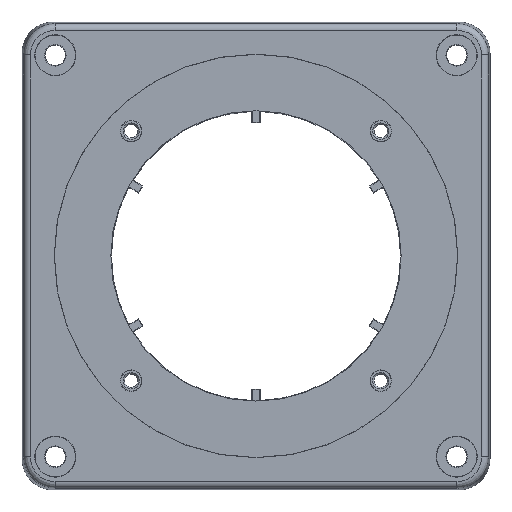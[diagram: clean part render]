
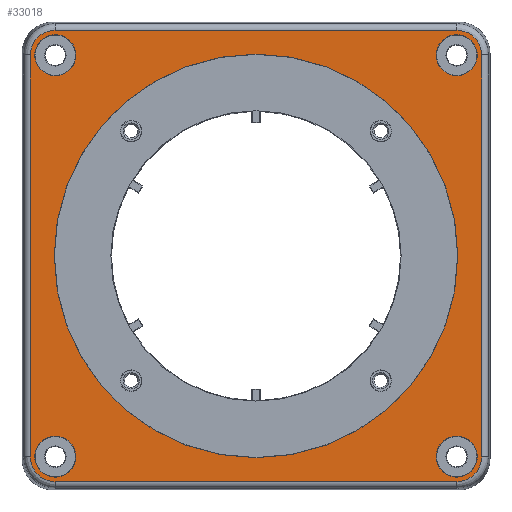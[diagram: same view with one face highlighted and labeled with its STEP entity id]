
A CAD part, top view. The second image highlights one B-rep face of the part: STEP entity #33018.
In plain terms, the highlighted planar face has unit normal (0, 0, 1).
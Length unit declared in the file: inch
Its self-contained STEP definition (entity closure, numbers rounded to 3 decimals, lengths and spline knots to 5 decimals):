
#181 = LINE ( 'NONE', #42795, #37522 ) ;
#963 = EDGE_CURVE ( 'NONE', #11796, #11796, #8180, .T. ) ;
#1217 = CARTESIAN_POINT ( 'NONE',  ( 0.99835, 2.35569, 4.0087 ) ) ;
#1281 = CARTESIAN_POINT ( 'NONE',  ( 3.16808, 0.28413, 4.0087 ) ) ;
#1400 = DIRECTION ( 'NONE',  ( 0., -1., 0. ) ) ;
#1663 = VERTEX_POINT ( 'NONE', #26804 ) ;
#2145 = CIRCLE ( 'NONE', #2867, 0.19709 ) ;
#2194 = DIRECTION ( 'NONE',  ( 0., 0., 1. ) ) ;
#2352 = VERTEX_POINT ( 'NONE', #27489 ) ;
#2633 = VECTOR ( 'NONE', #1400, 39.37008 ) ;
#2867 = AXIS2_PLACEMENT_3D ( 'NONE', #42793, #3708, #24868 ) ;
#3358 = ORIENTED_EDGE ( 'NONE', *, *, #43044, .F. ) ;
#3424 = DIRECTION ( 'NONE',  ( 0., 0., 1. ) ) ;
#3603 = ORIENTED_EDGE ( 'NONE', *, *, #22484, .T. ) ;
#3708 = DIRECTION ( 'NONE',  ( 0., 0., 1. ) ) ;
#5332 = CARTESIAN_POINT ( 'NONE',  ( 2.92835, 4.28569, 4.0087 ) ) ;
#7157 = ORIENTED_EDGE ( 'NONE', *, *, #23145, .T. ) ;
#7389 = DIRECTION ( 'NONE',  ( 1., 0., 0. ) ) ;
#7748 = EDGE_LOOP ( 'NONE', ( #29453, #38886, #39131, #31138, #28691, #3603, #13593, #7157 ) ) ;
#8180 = CIRCLE ( 'NONE', #39699, 0.19709 ) ;
#9514 = VERTEX_POINT ( 'NONE', #29848 ) ;
#9607 = VERTEX_POINT ( 'NONE', #18539 ) ;
#9638 = CIRCLE ( 'NONE', #12661, 1.94 ) ;
#10554 = PLANE ( 'NONE',  #35781 ) ;
#10641 = CARTESIAN_POINT ( 'NONE',  ( -1.17138, 4.28825, 4.0087 ) ) ;
#11030 = FACE_OUTER_BOUND ( 'NONE', #7748, .T. ) ;
#11093 = CARTESIAN_POINT ( 'NONE',  ( 2.9309, 0.18597, 4.0087 ) ) ;
#11796 = VERTEX_POINT ( 'NONE', #22384 ) ;
#12249 = CARTESIAN_POINT ( 'NONE',  ( -1.12874, 0.42569, 4.0087 ) ) ;
#12281 = CARTESIAN_POINT ( 'NONE',  ( -0.9342, 4.52542, 4.0087 ) ) ;
#12506 = DIRECTION ( 'NONE',  ( 0., 0., 1. ) ) ;
#12661 = AXIS2_PLACEMENT_3D ( 'NONE', #1217, #12506, #15816 ) ;
#12691 = LINE ( 'NONE', #19302, #2633 ) ;
#12761 = VERTEX_POINT ( 'NONE', #12281 ) ;
#13216 = EDGE_CURVE ( 'NONE', #22885, #12761, #181, .T. ) ;
#13571 = CARTESIAN_POINT ( 'NONE',  ( -0.93165, 0.42569, 4.0087 ) ) ;
#13593 = ORIENTED_EDGE ( 'NONE', *, *, #22233, .T. ) ;
#13731 = VERTEX_POINT ( 'NONE', #32818 ) ;
#14071 = FACE_BOUND ( 'NONE', #27605, .T. ) ;
#14431 = EDGE_LOOP ( 'NONE', ( #26677 ) ) ;
#14552 = CARTESIAN_POINT ( 'NONE',  ( 2.9309, 4.52542, 4.0087 ) ) ;
#14644 = EDGE_CURVE ( 'NONE', #9607, #29470, #43635, .T. ) ;
#15477 = DIRECTION ( 'NONE',  ( -1., 0., 0. ) ) ;
#15789 = VERTEX_POINT ( 'NONE', #12249 ) ;
#15816 = DIRECTION ( 'NONE',  ( 1., 0., 0. ) ) ;
#15878 = CIRCLE ( 'NONE', #42908, 0.19709 ) ;
#16115 = CARTESIAN_POINT ( 'NONE',  ( 2.9309, 0.18597, 4.0087 ) ) ;
#17200 = EDGE_CURVE ( 'NONE', #15789, #15789, #15878, .T. ) ;
#17204 = CARTESIAN_POINT ( 'NONE',  ( -1.17138, 4.28825, 4.0087 ) ) ;
#17618 = FACE_BOUND ( 'NONE', #14431, .T. ) ;
#18539 = CARTESIAN_POINT ( 'NONE',  ( -0.9342, 0.18597, 4.0087 ) ) ;
#18833 = CIRCLE ( 'NONE', #24049, 0.19709 ) ;
#19008 = LINE ( 'NONE', #30272, #43390 ) ;
#19075 = ORIENTED_EDGE ( 'NONE', *, *, #42864, .F. ) ;
#19302 = CARTESIAN_POINT ( 'NONE',  ( -1.17138, 2.35569, 4.0087 ) ) ;
#19398 = CARTESIAN_POINT ( 'NONE',  ( -0.93165, 4.28569, 4.0087 ) ) ;
#19704 = VERTEX_POINT ( 'NONE', #10641 ) ;
#20026 = EDGE_LOOP ( 'NONE', ( #3358 ) ) ;
#21995 = CARTESIAN_POINT ( 'NONE',  ( -1.07321, 0.18597, 4.0087 ) ) ;
#22072 = CARTESIAN_POINT ( 'NONE',  ( 0.99835, 2.35569, 4.0087 ) ) ;
#22230 = CARTESIAN_POINT ( 'NONE',  ( -0.9342, 0.18597, 4.0087 ) ) ;
#22233 = EDGE_CURVE ( 'NONE', #19704, #13731, #12691, .T. ) ;
#22384 = CARTESIAN_POINT ( 'NONE',  ( 2.73126, 4.28569, 4.0087 ) ) ;
#22484 = EDGE_CURVE ( 'NONE', #12761, #19704, #43549, .T. ) ;
#22728 = EDGE_LOOP ( 'NONE', ( #19075 ) ) ;
#22885 = VERTEX_POINT ( 'NONE', #14552 ) ;
#23145 = EDGE_CURVE ( 'NONE', #13731, #9607, #40245, .T. ) ;
#23534 = EDGE_CURVE ( 'NONE', #29470, #38155, #43271, .T. ) ;
#24049 = AXIS2_PLACEMENT_3D ( 'NONE', #19398, #2194, #26876 ) ;
#24341 = CARTESIAN_POINT ( 'NONE',  ( 3.16808, 4.28825, 4.0087 ) ) ;
#24572 = CARTESIAN_POINT ( 'NONE',  ( 3.06992, 4.52542, 4.0087 ) ) ;
#24868 = DIRECTION ( 'NONE',  ( -1., 0., 0. ) ) ;
#25338 = FACE_BOUND ( 'NONE', #39869, .T. ) ;
#26580 = CARTESIAN_POINT ( 'NONE',  ( 3.16808, 0.42314, 4.0087 ) ) ;
#26677 = ORIENTED_EDGE ( 'NONE', *, *, #17200, .F. ) ;
#26804 = CARTESIAN_POINT ( 'NONE',  ( 2.93835, 2.35569, 4.0087 ) ) ;
#26876 = DIRECTION ( 'NONE',  ( -1., 0., 0. ) ) ;
#26922 = DIRECTION ( 'NONE',  ( -1., 0., 0. ) ) ;
#27261 = CARTESIAN_POINT ( 'NONE',  ( 2.73126, 0.42569, 4.0087 ) ) ;
#27381 = DIRECTION ( 'NONE',  ( 0., 0., 1. ) ) ;
#27489 = CARTESIAN_POINT ( 'NONE',  ( -1.12874, 4.28569, 4.0087 ) ) ;
#27605 = EDGE_LOOP ( 'NONE', ( #42161 ) ) ;
#27988 = CARTESIAN_POINT ( 'NONE',  ( -1.07321, 4.52542, 4.0087 ) ) ;
#28640 = DIRECTION ( 'NONE',  ( -1., 0., 0. ) ) ;
#28691 = ORIENTED_EDGE ( 'NONE', *, *, #13216, .T. ) ;
#29453 = ORIENTED_EDGE ( 'NONE', *, *, #14644, .T. ) ;
#29470 = VERTEX_POINT ( 'NONE', #11093 ) ;
#29848 = CARTESIAN_POINT ( 'NONE',  ( 3.16808, 4.28825, 4.0087 ) ) ;
#30272 = CARTESIAN_POINT ( 'NONE',  ( 3.16808, 2.35569, 4.0087 ) ) ;
#31138 = ORIENTED_EDGE ( 'NONE', *, *, #33587, .T. ) ;
#32818 = CARTESIAN_POINT ( 'NONE',  ( -1.17138, 0.42314, 4.0087 ) ) ;
#33018 = ADVANCED_FACE ( 'NONE', ( #11030, #17618, #43286, #25338, #14071, #42797 ), #10554, .F. ) ;
#33259 = CARTESIAN_POINT ( 'NONE',  ( -1.17138, 0.28413, 4.0087 ) ) ;
#33498 = CARTESIAN_POINT ( 'NONE',  ( 3.06992, 0.18597, 4.0087 ) ) ;
#33587 = EDGE_CURVE ( 'NONE', #9514, #22885, #46599, .T. ) ;
#33696 = EDGE_CURVE ( 'NONE', #38155, #9514, #19008, .T. ) ;
#34476 = VECTOR ( 'NONE', #7389, 39.37008 ) ;
#35483 = ORIENTED_EDGE ( 'NONE', *, *, #963, .F. ) ;
#35781 = AXIS2_PLACEMENT_3D ( 'NONE', #22072, #40901, #15477 ) ;
#36583 = CARTESIAN_POINT ( 'NONE',  ( 3.16808, 0.42314, 4.0087 ) ) ;
#37522 = VECTOR ( 'NONE', #28640, 39.37008 ) ;
#38117 = EDGE_CURVE ( 'NONE', #2352, #2352, #18833, .T. ) ;
#38155 = VERTEX_POINT ( 'NONE', #26580 ) ;
#38345 = VERTEX_POINT ( 'NONE', #27261 ) ;
#38608 = CARTESIAN_POINT ( 'NONE',  ( -0.9342, 4.52542, 4.0087 ) ) ;
#38886 = ORIENTED_EDGE ( 'NONE', *, *, #23534, .T. ) ;
#38945 = CARTESIAN_POINT ( 'NONE',  ( 2.9309, 4.52542, 4.0087 ) ) ;
#38978 = DIRECTION ( 'NONE',  ( -1., 0., 0. ) ) ;
#39131 = ORIENTED_EDGE ( 'NONE', *, *, #33696, .T. ) ;
#39623 = CARTESIAN_POINT ( 'NONE',  ( 0.99835, 0.18597, 4.0087 ) ) ;
#39699 = AXIS2_PLACEMENT_3D ( 'NONE', #5332, #27381, #26922 ) ;
#39869 = EDGE_LOOP ( 'NONE', ( #35483 ) ) ;
#40245 =( BOUNDED_CURVE ( )  B_SPLINE_CURVE ( 3, ( #43663, #33259, #21995, #22230 ),
 .UNSPECIFIED., .F., .T. ) 
 B_SPLINE_CURVE_WITH_KNOTS ( ( 4, 4 ),
 ( 5.49916, 7.06721 ),
 .UNSPECIFIED. ) 
 CURVE ( )  GEOMETRIC_REPRESENTATION_ITEM ( )  RATIONAL_B_SPLINE_CURVE ( ( 1., 0.805, 0.805, 1. ) ) 
 REPRESENTATION_ITEM ( '' )  );
#40901 = DIRECTION ( 'NONE',  ( 0., 0., -1. ) ) ;
#42161 = ORIENTED_EDGE ( 'NONE', *, *, #38117, .F. ) ;
#42489 = CARTESIAN_POINT ( 'NONE',  ( 3.16808, 4.42726, 4.0087 ) ) ;
#42617 = CARTESIAN_POINT ( 'NONE',  ( -1.17138, 4.42726, 4.0087 ) ) ;
#42793 = CARTESIAN_POINT ( 'NONE',  ( 2.92835, 0.42569, 4.0087 ) ) ;
#42795 = CARTESIAN_POINT ( 'NONE',  ( 0.99835, 4.52542, 4.0087 ) ) ;
#42797 = FACE_BOUND ( 'NONE', #22728, .T. ) ;
#42864 = EDGE_CURVE ( 'NONE', #1663, #1663, #9638, .T. ) ;
#42908 = AXIS2_PLACEMENT_3D ( 'NONE', #13571, #3424, #38978 ) ;
#43044 = EDGE_CURVE ( 'NONE', #38345, #38345, #2145, .T. ) ;
#43271 =( BOUNDED_CURVE ( )  B_SPLINE_CURVE ( 3, ( #16115, #33498, #1281, #36583 ),
 .UNSPECIFIED., .F., .T. ) 
 B_SPLINE_CURVE_WITH_KNOTS ( ( 4, 4 ),
 ( 5.49916, 7.06721 ),
 .UNSPECIFIED. ) 
 CURVE ( )  GEOMETRIC_REPRESENTATION_ITEM ( )  RATIONAL_B_SPLINE_CURVE ( ( 1., 0.805, 0.805, 1. ) ) 
 REPRESENTATION_ITEM ( '' )  );
#43286 = FACE_BOUND ( 'NONE', #20026, .T. ) ;
#43390 = VECTOR ( 'NONE', #44179, 39.37008 ) ;
#43549 =( BOUNDED_CURVE ( )  B_SPLINE_CURVE ( 3, ( #38608, #27988, #42617, #17204 ),
 .UNSPECIFIED., .F., .T. ) 
 B_SPLINE_CURVE_WITH_KNOTS ( ( 4, 4 ),
 ( 5.49916, 7.06721 ),
 .UNSPECIFIED. ) 
 CURVE ( )  GEOMETRIC_REPRESENTATION_ITEM ( )  RATIONAL_B_SPLINE_CURVE ( ( 1., 0.805, 0.805, 1. ) ) 
 REPRESENTATION_ITEM ( '' )  );
#43635 = LINE ( 'NONE', #39623, #34476 ) ;
#43663 = CARTESIAN_POINT ( 'NONE',  ( -1.17138, 0.42314, 4.0087 ) ) ;
#44179 = DIRECTION ( 'NONE',  ( 0., 1., 0. ) ) ;
#46599 =( BOUNDED_CURVE ( )  B_SPLINE_CURVE ( 3, ( #24341, #42489, #24572, #38945 ),
 .UNSPECIFIED., .F., .T. ) 
 B_SPLINE_CURVE_WITH_KNOTS ( ( 4, 4 ),
 ( 5.49916, 7.06721 ),
 .UNSPECIFIED. ) 
 CURVE ( )  GEOMETRIC_REPRESENTATION_ITEM ( )  RATIONAL_B_SPLINE_CURVE ( ( 1., 0.805, 0.805, 1. ) ) 
 REPRESENTATION_ITEM ( '' )  );
